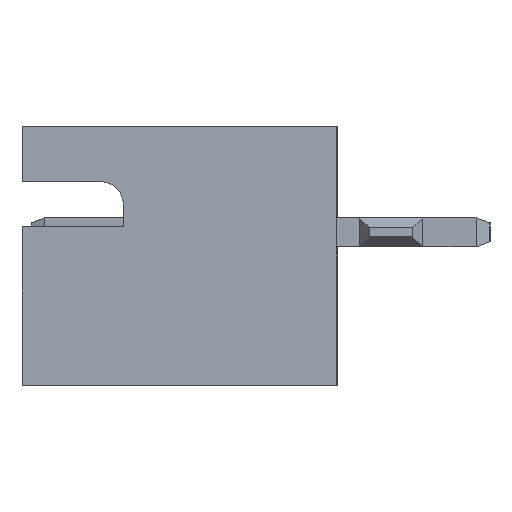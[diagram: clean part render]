
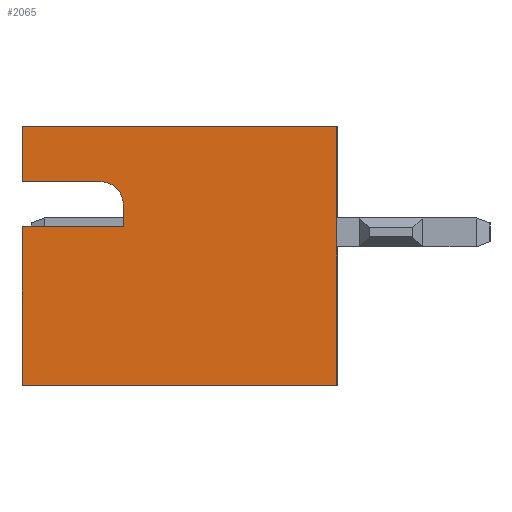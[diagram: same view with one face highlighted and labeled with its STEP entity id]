
A CAD part, left-side view. The second image highlights one B-rep face of the part: STEP entity #2065.
In plain terms, the highlighted face is planar.
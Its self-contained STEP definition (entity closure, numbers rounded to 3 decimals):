
#53 = PLANE ( 'NONE',  #2634 ) ;
#62 = DIRECTION ( 'NONE',  ( 0., -1., 0. ) ) ;
#109 = FACE_OUTER_BOUND ( 'NONE', #2094, .T. ) ;
#121 = ORIENTED_EDGE ( 'NONE', *, *, #1434, .T. ) ;
#124 = VERTEX_POINT ( 'NONE', #2434 ) ;
#192 = DIRECTION ( 'NONE',  ( 0., 0., 1. ) ) ;
#205 = VECTOR ( 'NONE', #522, 1000. ) ;
#231 = CARTESIAN_POINT ( 'NONE',  ( 7.45, 4.75, -0.625 ) ) ;
#300 = VERTEX_POINT ( 'NONE', #231 ) ;
#347 = LINE ( 'NONE', #3266, #2541 ) ;
#355 = DIRECTION ( 'NONE',  ( 0., 0., -1. ) ) ;
#363 = ORIENTED_EDGE ( 'NONE', *, *, #2901, .F. ) ;
#467 = DIRECTION ( 'NONE',  ( 0., 0., 1. ) ) ;
#469 = LINE ( 'NONE', #2882, #205 ) ;
#473 = CARTESIAN_POINT ( 'NONE',  ( 7.45, 7., 0. ) ) ;
#522 = DIRECTION ( 'NONE',  ( 0., 0., 1. ) ) ;
#611 = CARTESIAN_POINT ( 'NONE',  ( 7.45, 0., 0. ) ) ;
#619 = DIRECTION ( 'NONE',  ( 0., -1., 0. ) ) ;
#664 = LINE ( 'NONE', #611, #2708 ) ;
#671 = CARTESIAN_POINT ( 'NONE',  ( 7.45, 7., -1.125 ) ) ;
#731 = CARTESIAN_POINT ( 'NONE',  ( 7.45, 7., 0. ) ) ;
#774 = ORIENTED_EDGE ( 'NONE', *, *, #1429, .F. ) ;
#810 = VECTOR ( 'NONE', #619, 1000. ) ;
#821 = CARTESIAN_POINT ( 'NONE',  ( 7.45, 0., -2.35 ) ) ;
#938 = VECTOR ( 'NONE', #467, 1000. ) ;
#1045 = ORIENTED_EDGE ( 'NONE', *, *, #1761, .T. ) ;
#1147 = DIRECTION ( 'NONE',  ( 0., 0., 1. ) ) ;
#1169 = VERTEX_POINT ( 'NONE', #671 ) ;
#1179 = CARTESIAN_POINT ( 'NONE',  ( 7.45, 7., 0. ) ) ;
#1189 = CARTESIAN_POINT ( 'NONE',  ( 7.45, 7., -0.125 ) ) ;
#1275 = EDGE_CURVE ( 'NONE', #300, #2574, #469, .T. ) ;
#1301 = LINE ( 'NONE', #731, #938 ) ;
#1345 = EDGE_CURVE ( 'NONE', #1554, #1727, #1404, .T. ) ;
#1353 = DIRECTION ( 'NONE',  ( 0., 0., 1. ) ) ;
#1404 = LINE ( 'NONE', #2194, #2221 ) ;
#1429 = EDGE_CURVE ( 'NONE', #2128, #1727, #664, .T. ) ;
#1434 = EDGE_CURVE ( 'NONE', #2574, #2171, #3052, .T. ) ;
#1475 = LINE ( 'NONE', #473, #2368 ) ;
#1554 = VERTEX_POINT ( 'NONE', #2609 ) ;
#1697 = DIRECTION ( 'NONE',  ( 0., -1., 0. ) ) ;
#1727 = VERTEX_POINT ( 'NONE', #2793 ) ;
#1761 = EDGE_CURVE ( 'NONE', #2171, #1554, #1475, .T. ) ;
#1979 = EDGE_CURVE ( 'NONE', #1169, #3338, #2230, .T. ) ;
#2065 = ADVANCED_FACE ( 'NONE', ( #109 ), #53, .T. ) ;
#2094 = EDGE_LOOP ( 'NONE', ( #2913, #2431, #2192, #121, #1045, #2907, #774, #363, #3425 ) ) ;
#2128 = VERTEX_POINT ( 'NONE', #821 ) ;
#2153 = CARTESIAN_POINT ( 'NONE',  ( 7.45, 5.25, -1.125 ) ) ;
#2171 = VERTEX_POINT ( 'NONE', #2950 ) ;
#2192 = ORIENTED_EDGE ( 'NONE', *, *, #1275, .T. ) ;
#2194 = CARTESIAN_POINT ( 'NONE',  ( 7.45, 7., 3.4 ) ) ;
#2221 = VECTOR ( 'NONE', #62, 1000. ) ;
#2230 = LINE ( 'NONE', #3214, #810 ) ;
#2327 = AXIS2_PLACEMENT_3D ( 'NONE', #2410, #2947, #1353 ) ;
#2368 = VECTOR ( 'NONE', #192, 1000. ) ;
#2410 = CARTESIAN_POINT ( 'NONE',  ( 7.45, 5.25, -0.625 ) ) ;
#2431 = ORIENTED_EDGE ( 'NONE', *, *, #2949, .T. ) ;
#2434 = CARTESIAN_POINT ( 'NONE',  ( 7.45, 7., -2.35 ) ) ;
#2488 = CIRCLE ( 'NONE', #2327, 0.5 ) ;
#2541 = VECTOR ( 'NONE', #1697, 1000. ) ;
#2574 = VERTEX_POINT ( 'NONE', #3056 ) ;
#2609 = CARTESIAN_POINT ( 'NONE',  ( 7.45, 7., 3.4 ) ) ;
#2634 = AXIS2_PLACEMENT_3D ( 'NONE', #1179, #2993, #355 ) ;
#2708 = VECTOR ( 'NONE', #1147, 1000. ) ;
#2768 = EDGE_CURVE ( 'NONE', #124, #1169, #1301, .T. ) ;
#2793 = CARTESIAN_POINT ( 'NONE',  ( 7.45, 0., 3.4 ) ) ;
#2882 = CARTESIAN_POINT ( 'NONE',  ( 7.45, 4.75, -0.625 ) ) ;
#2901 = EDGE_CURVE ( 'NONE', #124, #2128, #347, .T. ) ;
#2907 = ORIENTED_EDGE ( 'NONE', *, *, #1345, .T. ) ;
#2913 = ORIENTED_EDGE ( 'NONE', *, *, #1979, .T. ) ;
#2947 = DIRECTION ( 'NONE',  ( -1., 0., 0. ) ) ;
#2949 = EDGE_CURVE ( 'NONE', #3338, #300, #2488, .T. ) ;
#2950 = CARTESIAN_POINT ( 'NONE',  ( 7.45, 7., -0.125 ) ) ;
#2993 = DIRECTION ( 'NONE',  ( 1., 0., 0. ) ) ;
#3052 = LINE ( 'NONE', #1189, #3089 ) ;
#3056 = CARTESIAN_POINT ( 'NONE',  ( 7.45, 4.75, -0.125 ) ) ;
#3089 = VECTOR ( 'NONE', #3300, 1000. ) ;
#3214 = CARTESIAN_POINT ( 'NONE',  ( 7.45, 7., -1.125 ) ) ;
#3266 = CARTESIAN_POINT ( 'NONE',  ( 7.45, 7., -2.35 ) ) ;
#3300 = DIRECTION ( 'NONE',  ( 0., 1., 0. ) ) ;
#3338 = VERTEX_POINT ( 'NONE', #2153 ) ;
#3425 = ORIENTED_EDGE ( 'NONE', *, *, #2768, .T. ) ;
